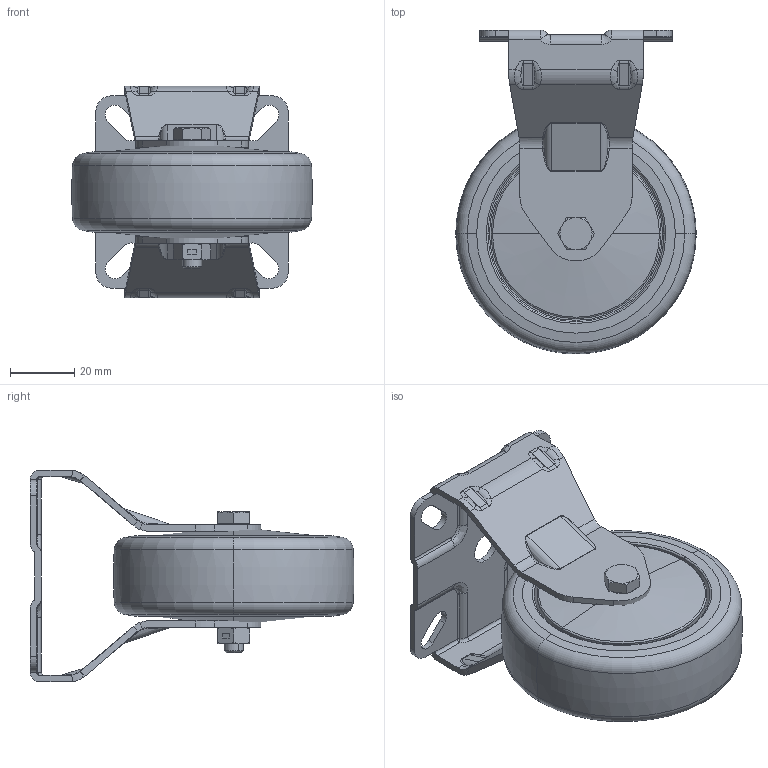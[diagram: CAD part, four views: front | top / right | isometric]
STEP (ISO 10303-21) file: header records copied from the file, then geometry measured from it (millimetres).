
FILE_DESCRIPTION (( 'STEP AP214' ), '1' );
FILE_NAME ('0010689INF_B-AL-TPBK-075-K_(A).step', '2018-11-13T10:00:19', ( '' ), ( '' ), 'SwSTEP 2.0', 'SolidWorks 2018', '' );
FILE_SCHEMA (( 'AUTOMOTIVE_DESIGN' ));
Length unit declared in the file: millimetre
Products named in the file (1): 0010689INF_B-AL-TPBK-075-K_(A)
Bounding box: 74.95 x 100.98 x 66 mm (x, y, z)
Volume: 91551 mm3; surface area: 49797.2 mm2
Topology: 6 solids, 6 shells, 485 faces, 1128 edges, 667 vertices
Faces by surface type: cylinder 184, plane 116, bspline 114, cone 41, torus 30
Entity records: 27949 total; most frequent: CARTESIAN_POINT 12428, ORIENTED_EDGE 2256, DIRECTION 1888, EDGE_CURVE 1128, AXIS2_PLACEMENT_3D 725, VERTEX_POINT 667, EDGE_LOOP 519, UNCERTAINTY_MEASURE_WITH_UNIT 493
